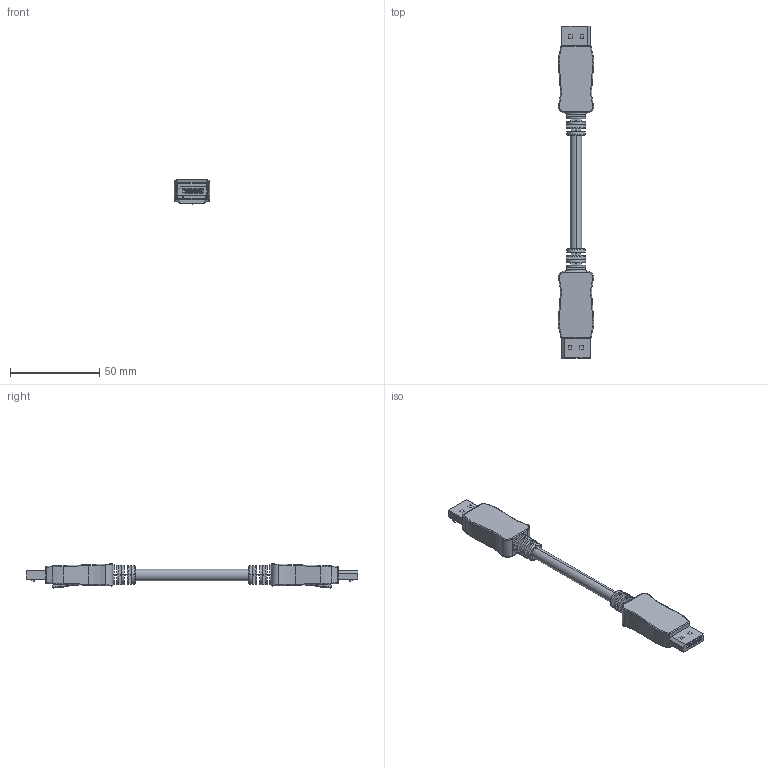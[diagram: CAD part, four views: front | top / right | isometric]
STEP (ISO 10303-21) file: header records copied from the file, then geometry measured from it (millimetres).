
FILE_DESCRIPTION (( 'STEP AP214' ), '1' );
FILE_NAME ('DPCAMM.STEP', '2008-05-28T16:30:41', ( ' ' ), ( ' ' ), 'SwSTEP 2.0', 'SolidWorks 2008', '' );
FILE_SCHEMA (( 'AUTOMOTIVE_DESIGN' ));
Length unit declared in the file: inch
Products named in the file (3): CABLE DPCAMM; 1AA10-051; DPCAMM
Assembly tree (3 placements, depth 2):
  DPCAMM
    1AA10-051  x2
    CABLE DPCAMM
Bounding box: 19.94 x 186.23 x 13.57 mm (x, y, z)
Volume: 20698.6 mm3; surface area: 10246.5 mm2
Topology: 3 solids, 3 shells, 752 faces, 1808 edges, 1164 vertices
Faces by surface type: plane 604, cylinder 80, bspline 32, sphere 24, torus 8, cone 4
Entity records: 14211 total; most frequent: CARTESIAN_POINT 2344, ORIENTED_EDGE 1814, DIRECTION 1695, EDGE_CURVE 907, VECTOR 745, LINE 745, VERTEX_POINT 584, AXIS2_PLACEMENT_3D 475
